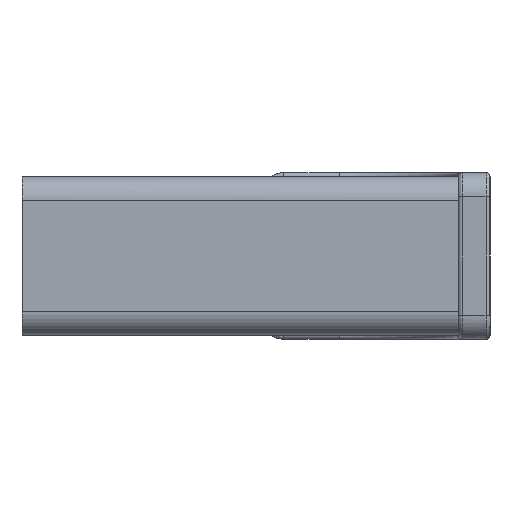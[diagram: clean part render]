
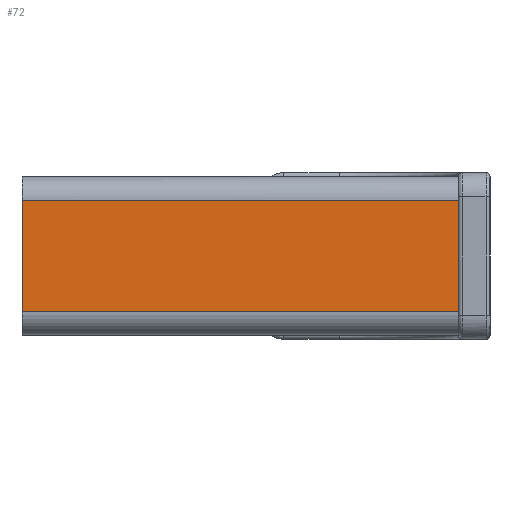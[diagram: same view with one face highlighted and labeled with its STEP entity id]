
A CAD part, left-side view. The second image highlights one B-rep face of the part: STEP entity #72.
In plain terms, the highlighted planar face has unit normal (-1, 0, 0).
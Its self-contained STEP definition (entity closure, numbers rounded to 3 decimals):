
#72=ADVANCED_FACE('',(#129),#806,.T.);
#129=FACE_OUTER_BOUND('',#186,.T.);
#186=EDGE_LOOP('',(#426,#427,#428,#429));
#426=ORIENTED_EDGE('',*,*,#528,.F.);
#427=ORIENTED_EDGE('',*,*,#451,.F.);
#428=ORIENTED_EDGE('',*,*,#434,.T.);
#429=ORIENTED_EDGE('',*,*,#554,.T.);
#434=EDGE_CURVE('',#681,#682,#621,.T.);
#451=EDGE_CURVE('',#681,#696,#629,.T.);
#528=EDGE_CURVE('',#696,#701,#663,.T.);
#554=EDGE_CURVE('',#682,#701,#679,.T.);
#621=B_SPLINE_CURVE_WITH_KNOTS('',1,(#2033,#2034),.UNSPECIFIED.,.F.,.F.,
(2,2),(0.,14.),.UNSPECIFIED.);
#629=B_SPLINE_CURVE_WITH_KNOTS('',1,(#2092,#2093),.UNSPECIFIED.,.F.,.F.,
(2,2),(-55.,0.),.UNSPECIFIED.);
#663=B_SPLINE_CURVE_WITH_KNOTS('',1,(#2289,#2290),.UNSPECIFIED.,.F.,.F.,
(2,2),(-14.,0.),.UNSPECIFIED.);
#679=B_SPLINE_CURVE_WITH_KNOTS('',1,(#2351,#2352),.UNSPECIFIED.,.F.,.F.,
(2,2),(-55.,0.),.UNSPECIFIED.);
#681=VERTEX_POINT('',#1962);
#682=VERTEX_POINT('',#1963);
#696=VERTEX_POINT('',#1977);
#701=VERTEX_POINT('',#1982);
#806=PLANE('',#889);
#889=AXIS2_PLACEMENT_3D('',#1959,#938,$);
#938=DIRECTION('',(-1.,0.,0.));
#1959=CARTESIAN_POINT('',(-20.,-5.711,-8.611));
#1962=CARTESIAN_POINT('',(-20.,0.,-7.));
#1963=CARTESIAN_POINT('',(-20.,0.,7.));
#1977=CARTESIAN_POINT('',(-20.,55.,-7.));
#1982=CARTESIAN_POINT('',(-20.,55.,7.));
#2033=CARTESIAN_POINT('',(-20.,0.,-7.));
#2034=CARTESIAN_POINT('',(-20.,0.,7.));
#2092=CARTESIAN_POINT('',(-20.,0.,-7.));
#2093=CARTESIAN_POINT('',(-20.,55.,-7.));
#2289=CARTESIAN_POINT('',(-20.,55.,-7.));
#2290=CARTESIAN_POINT('',(-20.,55.,7.));
#2351=CARTESIAN_POINT('',(-20.,0.,7.));
#2352=CARTESIAN_POINT('',(-20.,55.,7.));
